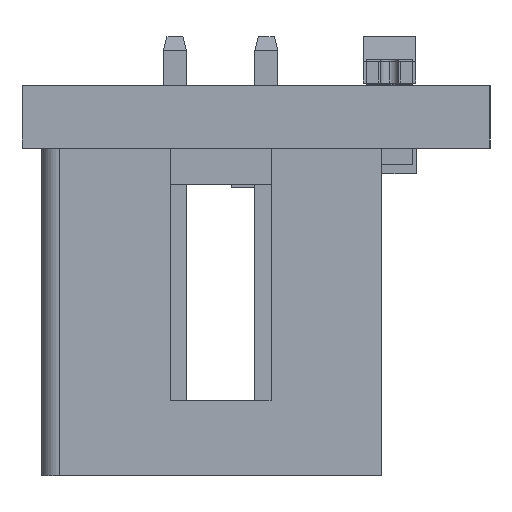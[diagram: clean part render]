
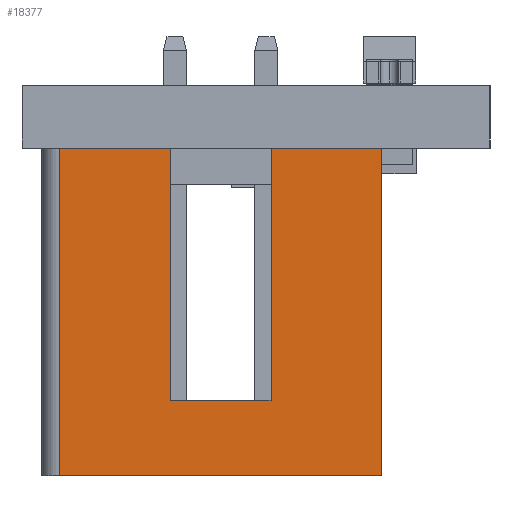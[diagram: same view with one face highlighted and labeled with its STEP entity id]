
A CAD part, left-side view. The second image highlights one B-rep face of the part: STEP entity #18377.
In plain terms, the highlighted face is planar.
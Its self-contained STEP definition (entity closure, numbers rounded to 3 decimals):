
#15707 = PLANE('',#15708);
#15708 = AXIS2_PLACEMENT_3D('',#15709,#15710,#15711);
#15709 = CARTESIAN_POINT('',(7.62,-4.475,0.));
#15710 = DIRECTION('',(0.,0.,1.));
#15711 = DIRECTION('',(1.,0.,0.));
#15760 = PLANE('',#15761);
#15761 = AXIS2_PLACEMENT_3D('',#15762,#15763,#15764);
#15762 = CARTESIAN_POINT('',(7.62,-4.475,9.1));
#15763 = DIRECTION('',(0.,0.,1.));
#15764 = DIRECTION('',(1.,0.,0.));
#15786 = PLANE('',#15787);
#15787 = AXIS2_PLACEMENT_3D('',#15788,#15789,#15790);
#15788 = CARTESIAN_POINT('',(-7.62,4.475,9.1));
#15789 = DIRECTION('',(0.,-1.,0.));
#15790 = DIRECTION('',(0.,0.,-1.));
#15805 = VERTEX_POINT('',#15806);
#15806 = CARTESIAN_POINT('',(7.62,4.475,9.1));
#15827 = EDGE_CURVE('',#15805,#15828,#15830,.T.);
#15828 = VERTEX_POINT('',#15829);
#15829 = CARTESIAN_POINT('',(7.62,4.475,0.));
#15830 = SURFACE_CURVE('',#15831,(#15835,#15842),.PCURVE_S1.);
#15831 = LINE('',#15832,#15833);
#15832 = CARTESIAN_POINT('',(7.62,4.475,9.1));
#15833 = VECTOR('',#15834,1.);
#15834 = DIRECTION('',(0.,0.,-1.));
#15835 = PCURVE('',#15786,#15836);
#15836 = DEFINITIONAL_REPRESENTATION('',(#15837),#15841);
#15837 = LINE('',#15838,#15839);
#15838 = CARTESIAN_POINT('',(0.,15.24));
#15839 = VECTOR('',#15840,1.);
#15840 = DIRECTION('',(1.,0.));
#15841 = ( GEOMETRIC_REPRESENTATION_CONTEXT(2) 
PARAMETRIC_REPRESENTATION_CONTEXT() REPRESENTATION_CONTEXT('2D SPACE',''
  ) );
#15842 = PCURVE('',#15843,#15848);
#15843 = PLANE('',#15844);
#15844 = AXIS2_PLACEMENT_3D('',#15845,#15846,#15847);
#15845 = CARTESIAN_POINT('',(7.62,4.475,9.1));
#15846 = DIRECTION('',(-1.,0.,0.));
#15847 = DIRECTION('',(0.,-1.,0.));
#15848 = DEFINITIONAL_REPRESENTATION('',(#15849),#15853);
#15849 = LINE('',#15850,#15851);
#15850 = CARTESIAN_POINT('',(0.,0.));
#15851 = VECTOR('',#15852,1.);
#15852 = DIRECTION('',(0.,-1.));
#15853 = ( GEOMETRIC_REPRESENTATION_CONTEXT(2) 
PARAMETRIC_REPRESENTATION_CONTEXT() REPRESENTATION_CONTEXT('2D SPACE',''
  ) );
#16324 = EDGE_CURVE('',#16325,#15828,#16327,.T.);
#16325 = VERTEX_POINT('',#16326);
#16326 = CARTESIAN_POINT('',(7.62,1.4,0.));
#16327 = SURFACE_CURVE('',#16328,(#16332,#16339),.PCURVE_S1.);
#16328 = LINE('',#16329,#16330);
#16329 = CARTESIAN_POINT('',(7.62,4.475,0.));
#16330 = VECTOR('',#16331,1.);
#16331 = DIRECTION('',(0.,1.,0.));
#16332 = PCURVE('',#15707,#16333);
#16333 = DEFINITIONAL_REPRESENTATION('',(#16334),#16338);
#16334 = LINE('',#16335,#16336);
#16335 = CARTESIAN_POINT('',(0.,8.95));
#16336 = VECTOR('',#16337,1.);
#16337 = DIRECTION('',(0.,1.));
#16338 = ( GEOMETRIC_REPRESENTATION_CONTEXT(2) 
PARAMETRIC_REPRESENTATION_CONTEXT() REPRESENTATION_CONTEXT('2D SPACE',''
  ) );
#16339 = PCURVE('',#15843,#16340);
#16340 = DEFINITIONAL_REPRESENTATION('',(#16341),#16345);
#16341 = LINE('',#16342,#16343);
#16342 = CARTESIAN_POINT('',(0.,-9.1));
#16343 = VECTOR('',#16344,1.);
#16344 = DIRECTION('',(-1.,0.));
#16345 = ( GEOMETRIC_REPRESENTATION_CONTEXT(2) 
PARAMETRIC_REPRESENTATION_CONTEXT() REPRESENTATION_CONTEXT('2D SPACE',''
  ) );
#16363 = PLANE('',#16364);
#16364 = AXIS2_PLACEMENT_3D('',#16365,#16366,#16367);
#16365 = CARTESIAN_POINT('',(6.37,1.4,7.));
#16366 = DIRECTION('',(0.,1.,0.));
#16367 = DIRECTION('',(0.,0.,1.));
#16404 = VERTEX_POINT('',#16405);
#16405 = CARTESIAN_POINT('',(7.62,-1.4,0.));
#16419 = PLANE('',#16420);
#16420 = AXIS2_PLACEMENT_3D('',#16421,#16422,#16423);
#16421 = CARTESIAN_POINT('',(6.37,-1.4,7.));
#16422 = DIRECTION('',(0.,-1.,0.));
#16423 = DIRECTION('',(0.,0.,-1.));
#16431 = EDGE_CURVE('',#16432,#16404,#16434,.T.);
#16432 = VERTEX_POINT('',#16433);
#16433 = CARTESIAN_POINT('',(7.62,-4.475,0.));
#16434 = SURFACE_CURVE('',#16435,(#16439,#16446),.PCURVE_S1.);
#16435 = LINE('',#16436,#16437);
#16436 = CARTESIAN_POINT('',(7.62,4.475,0.));
#16437 = VECTOR('',#16438,1.);
#16438 = DIRECTION('',(0.,1.,0.));
#16439 = PCURVE('',#15707,#16440);
#16440 = DEFINITIONAL_REPRESENTATION('',(#16441),#16445);
#16441 = LINE('',#16442,#16443);
#16442 = CARTESIAN_POINT('',(0.,8.95));
#16443 = VECTOR('',#16444,1.);
#16444 = DIRECTION('',(0.,1.));
#16445 = ( GEOMETRIC_REPRESENTATION_CONTEXT(2) 
PARAMETRIC_REPRESENTATION_CONTEXT() REPRESENTATION_CONTEXT('2D SPACE',''
  ) );
#16446 = PCURVE('',#15843,#16447);
#16447 = DEFINITIONAL_REPRESENTATION('',(#16448),#16452);
#16448 = LINE('',#16449,#16450);
#16449 = CARTESIAN_POINT('',(0.,-9.1));
#16450 = VECTOR('',#16451,1.);
#16451 = DIRECTION('',(-1.,0.));
#16452 = ( GEOMETRIC_REPRESENTATION_CONTEXT(2) 
PARAMETRIC_REPRESENTATION_CONTEXT() REPRESENTATION_CONTEXT('2D SPACE',''
  ) );
#16470 = PLANE('',#16471);
#16471 = AXIS2_PLACEMENT_3D('',#16472,#16473,#16474);
#16472 = CARTESIAN_POINT('',(-7.62,-4.475,9.1));
#16473 = DIRECTION('',(0.,1.,0.));
#16474 = DIRECTION('',(0.,0.,1.));
#18377 = ADVANCED_FACE('',(#18378),#15843,.F.);
#18378 = FACE_BOUND('',#18379,.T.);
#18379 = EDGE_LOOP('',(#18380,#18410,#18431,#18432,#18433,#18456,#18477,
    #18478));
#18380 = ORIENTED_EDGE('',*,*,#18381,.F.);
#18381 = EDGE_CURVE('',#18382,#18384,#18386,.T.);
#18382 = VERTEX_POINT('',#18383);
#18383 = CARTESIAN_POINT('',(7.62,1.4,7.));
#18384 = VERTEX_POINT('',#18385);
#18385 = CARTESIAN_POINT('',(7.62,-1.4,7.));
#18386 = SURFACE_CURVE('',#18387,(#18391,#18398),.PCURVE_S1.);
#18387 = LINE('',#18388,#18389);
#18388 = CARTESIAN_POINT('',(7.62,-1.4,7.));
#18389 = VECTOR('',#18390,1.);
#18390 = DIRECTION('',(0.,-1.,0.));
#18391 = PCURVE('',#15843,#18392);
#18392 = DEFINITIONAL_REPRESENTATION('',(#18393),#18397);
#18393 = LINE('',#18394,#18395);
#18394 = CARTESIAN_POINT('',(5.875,-2.1));
#18395 = VECTOR('',#18396,1.);
#18396 = DIRECTION('',(1.,0.));
#18397 = ( GEOMETRIC_REPRESENTATION_CONTEXT(2) 
PARAMETRIC_REPRESENTATION_CONTEXT() REPRESENTATION_CONTEXT('2D SPACE',''
  ) );
#18398 = PCURVE('',#18399,#18404);
#18399 = PLANE('',#18400);
#18400 = AXIS2_PLACEMENT_3D('',#18401,#18402,#18403);
#18401 = CARTESIAN_POINT('',(7.62,1.4,7.));
#18402 = DIRECTION('',(0.,0.,-1.));
#18403 = DIRECTION('',(-1.,0.,0.));
#18404 = DEFINITIONAL_REPRESENTATION('',(#18405),#18409);
#18405 = LINE('',#18406,#18407);
#18406 = CARTESIAN_POINT('',(0.,-2.8));
#18407 = VECTOR('',#18408,1.);
#18408 = DIRECTION('',(0.,-1.));
#18409 = ( GEOMETRIC_REPRESENTATION_CONTEXT(2) 
PARAMETRIC_REPRESENTATION_CONTEXT() REPRESENTATION_CONTEXT('2D SPACE',''
  ) );
#18410 = ORIENTED_EDGE('',*,*,#18411,.T.);
#18411 = EDGE_CURVE('',#18382,#16325,#18412,.T.);
#18412 = SURFACE_CURVE('',#18413,(#18417,#18424),.PCURVE_S1.);
#18413 = LINE('',#18414,#18415);
#18414 = CARTESIAN_POINT('',(7.62,1.4,7.));
#18415 = VECTOR('',#18416,1.);
#18416 = DIRECTION('',(0.,0.,-1.));
#18417 = PCURVE('',#15843,#18418);
#18418 = DEFINITIONAL_REPRESENTATION('',(#18419),#18423);
#18419 = LINE('',#18420,#18421);
#18420 = CARTESIAN_POINT('',(3.075,-2.1));
#18421 = VECTOR('',#18422,1.);
#18422 = DIRECTION('',(0.,-1.));
#18423 = ( GEOMETRIC_REPRESENTATION_CONTEXT(2) 
PARAMETRIC_REPRESENTATION_CONTEXT() REPRESENTATION_CONTEXT('2D SPACE',''
  ) );
#18424 = PCURVE('',#16363,#18425);
#18425 = DEFINITIONAL_REPRESENTATION('',(#18426),#18430);
#18426 = LINE('',#18427,#18428);
#18427 = CARTESIAN_POINT('',(0.,1.25));
#18428 = VECTOR('',#18429,1.);
#18429 = DIRECTION('',(-1.,0.));
#18430 = ( GEOMETRIC_REPRESENTATION_CONTEXT(2) 
PARAMETRIC_REPRESENTATION_CONTEXT() REPRESENTATION_CONTEXT('2D SPACE',''
  ) );
#18431 = ORIENTED_EDGE('',*,*,#16324,.T.);
#18432 = ORIENTED_EDGE('',*,*,#15827,.F.);
#18433 = ORIENTED_EDGE('',*,*,#18434,.F.);
#18434 = EDGE_CURVE('',#18435,#15805,#18437,.T.);
#18435 = VERTEX_POINT('',#18436);
#18436 = CARTESIAN_POINT('',(7.62,-4.475,9.1));
#18437 = SURFACE_CURVE('',#18438,(#18442,#18449),.PCURVE_S1.);
#18438 = LINE('',#18439,#18440);
#18439 = CARTESIAN_POINT('',(7.62,4.475,9.1));
#18440 = VECTOR('',#18441,1.);
#18441 = DIRECTION('',(0.,1.,0.));
#18442 = PCURVE('',#15843,#18443);
#18443 = DEFINITIONAL_REPRESENTATION('',(#18444),#18448);
#18444 = LINE('',#18445,#18446);
#18445 = CARTESIAN_POINT('',(0.,0.));
#18446 = VECTOR('',#18447,1.);
#18447 = DIRECTION('',(-1.,0.));
#18448 = ( GEOMETRIC_REPRESENTATION_CONTEXT(2) 
PARAMETRIC_REPRESENTATION_CONTEXT() REPRESENTATION_CONTEXT('2D SPACE',''
  ) );
#18449 = PCURVE('',#15760,#18450);
#18450 = DEFINITIONAL_REPRESENTATION('',(#18451),#18455);
#18451 = LINE('',#18452,#18453);
#18452 = CARTESIAN_POINT('',(0.,8.95));
#18453 = VECTOR('',#18454,1.);
#18454 = DIRECTION('',(0.,1.));
#18455 = ( GEOMETRIC_REPRESENTATION_CONTEXT(2) 
PARAMETRIC_REPRESENTATION_CONTEXT() REPRESENTATION_CONTEXT('2D SPACE',''
  ) );
#18456 = ORIENTED_EDGE('',*,*,#18457,.T.);
#18457 = EDGE_CURVE('',#18435,#16432,#18458,.T.);
#18458 = SURFACE_CURVE('',#18459,(#18463,#18470),.PCURVE_S1.);
#18459 = LINE('',#18460,#18461);
#18460 = CARTESIAN_POINT('',(7.62,-4.475,9.1));
#18461 = VECTOR('',#18462,1.);
#18462 = DIRECTION('',(0.,0.,-1.));
#18463 = PCURVE('',#15843,#18464);
#18464 = DEFINITIONAL_REPRESENTATION('',(#18465),#18469);
#18465 = LINE('',#18466,#18467);
#18466 = CARTESIAN_POINT('',(8.95,0.));
#18467 = VECTOR('',#18468,1.);
#18468 = DIRECTION('',(0.,-1.));
#18469 = ( GEOMETRIC_REPRESENTATION_CONTEXT(2) 
PARAMETRIC_REPRESENTATION_CONTEXT() REPRESENTATION_CONTEXT('2D SPACE',''
  ) );
#18470 = PCURVE('',#16470,#18471);
#18471 = DEFINITIONAL_REPRESENTATION('',(#18472),#18476);
#18472 = LINE('',#18473,#18474);
#18473 = CARTESIAN_POINT('',(0.,15.24));
#18474 = VECTOR('',#18475,1.);
#18475 = DIRECTION('',(-1.,0.));
#18476 = ( GEOMETRIC_REPRESENTATION_CONTEXT(2) 
PARAMETRIC_REPRESENTATION_CONTEXT() REPRESENTATION_CONTEXT('2D SPACE',''
  ) );
#18477 = ORIENTED_EDGE('',*,*,#16431,.T.);
#18478 = ORIENTED_EDGE('',*,*,#18479,.F.);
#18479 = EDGE_CURVE('',#18384,#16404,#18480,.T.);
#18480 = SURFACE_CURVE('',#18481,(#18485,#18492),.PCURVE_S1.);
#18481 = LINE('',#18482,#18483);
#18482 = CARTESIAN_POINT('',(7.62,-1.4,7.));
#18483 = VECTOR('',#18484,1.);
#18484 = DIRECTION('',(0.,0.,-1.));
#18485 = PCURVE('',#15843,#18486);
#18486 = DEFINITIONAL_REPRESENTATION('',(#18487),#18491);
#18487 = LINE('',#18488,#18489);
#18488 = CARTESIAN_POINT('',(5.875,-2.1));
#18489 = VECTOR('',#18490,1.);
#18490 = DIRECTION('',(0.,-1.));
#18491 = ( GEOMETRIC_REPRESENTATION_CONTEXT(2) 
PARAMETRIC_REPRESENTATION_CONTEXT() REPRESENTATION_CONTEXT('2D SPACE',''
  ) );
#18492 = PCURVE('',#16419,#18493);
#18493 = DEFINITIONAL_REPRESENTATION('',(#18494),#18498);
#18494 = LINE('',#18495,#18496);
#18495 = CARTESIAN_POINT('',(0.,1.25));
#18496 = VECTOR('',#18497,1.);
#18497 = DIRECTION('',(1.,0.));
#18498 = ( GEOMETRIC_REPRESENTATION_CONTEXT(2) 
PARAMETRIC_REPRESENTATION_CONTEXT() REPRESENTATION_CONTEXT('2D SPACE',''
  ) );
